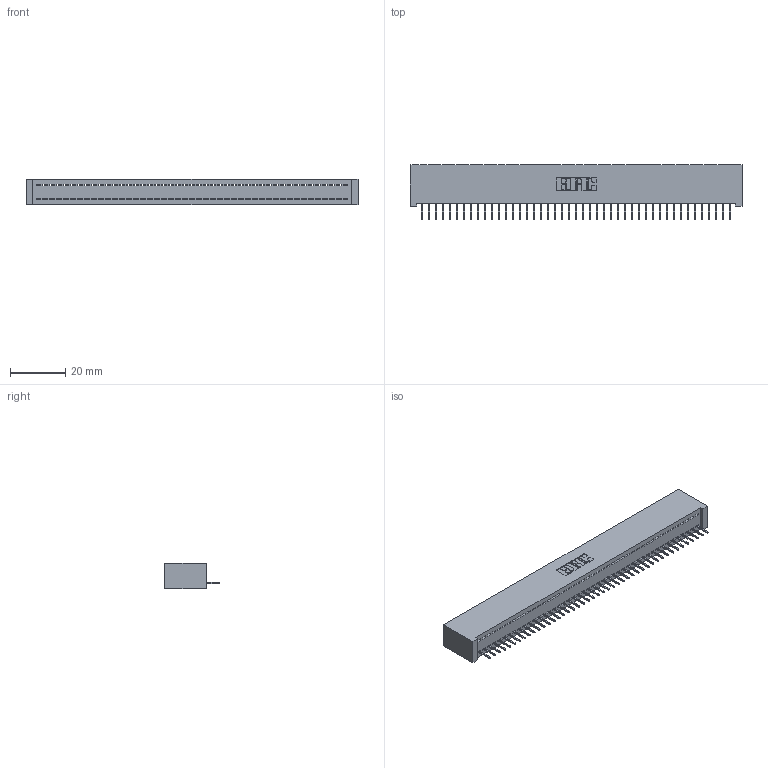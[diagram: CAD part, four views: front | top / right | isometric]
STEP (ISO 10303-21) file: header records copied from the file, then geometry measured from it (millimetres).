
FILE_DESCRIPTION (( 'STEP AP203' ), '1' );
FILE_NAME ('392-045-524-101.STEP', '2018-08-16T15:58:22', ( '' ), ( '' ), 'SwSTEP 2.0', 'SolidWorks 2016', '' );
FILE_SCHEMA (( 'CONFIG_CONTROL_DESIGN' ));
Length unit declared in the file: inch
Products named in the file (3): 392-045-524-101; 342 Part_Lugless; 345-292-001_345-293-124
Assembly tree (46 placements, depth 2):
  392-045-524-101
    342 Part_Lugless
    345-292-001_345-293-124  x45
Bounding box: 120.55 x 19.69 x 9.4 mm (x, y, z)
Volume: 10811.9 mm3; surface area: 15704 mm2
Topology: 46 solids, 46 shells, 2892 faces, 8375 edges, 5402 vertices
Faces by surface type: plane 2222, cylinder 670
Entity records: 26787 total; most frequent: CARTESIAN_POINT 4625, ORIENTED_EDGE 4606, DIRECTION 3889, EDGE_CURVE 2303, VECTOR 2187, LINE 2187, VERTEX_POINT 1530, AXIS2_PLACEMENT_3D 851
